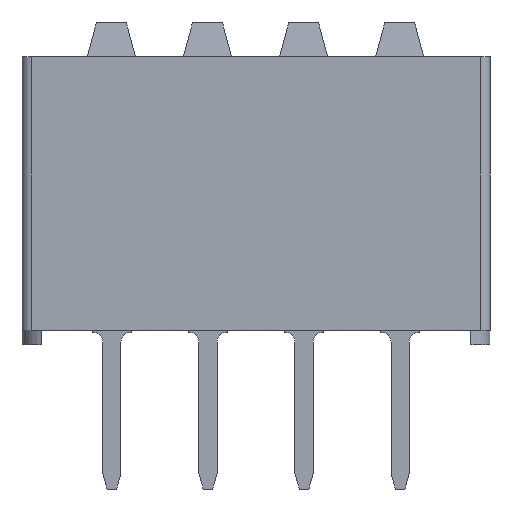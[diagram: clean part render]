
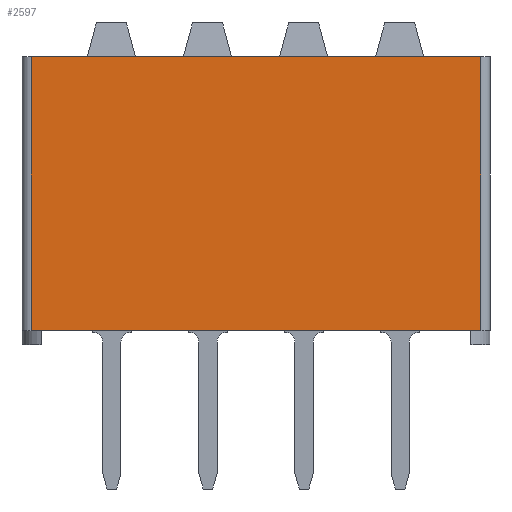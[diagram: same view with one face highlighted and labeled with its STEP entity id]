
A CAD part, front view. The second image highlights one B-rep face of the part: STEP entity #2597.
In plain terms, the highlighted planar face has unit normal (0, -1, 0).
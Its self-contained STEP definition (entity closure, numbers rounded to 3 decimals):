
#571 = LINE ( 'NONE', #13602, #11031 ) ;
#1477 = PLANE ( 'NONE',  #14588 ) ;
#1519 = VERTEX_POINT ( 'NONE', #7573 ) ;
#1920 = DIRECTION ( 'NONE',  ( 0., 0., 1. ) ) ;
#2099 = VERTEX_POINT ( 'NONE', #3120 ) ;
#2431 = VERTEX_POINT ( 'NONE', #3708 ) ;
#2597 = ADVANCED_FACE ( 'NONE', ( #11257 ), #1477, .T. ) ;
#3120 = CARTESIAN_POINT ( 'NONE',  ( 0.25, -9.652, -7.239 ) ) ;
#3275 = DIRECTION ( 'NONE',  ( 1., 0., 0. ) ) ;
#3708 = CARTESIAN_POINT ( 'NONE',  ( 12.12, -9.652, 0. ) ) ;
#3951 = DIRECTION ( 'NONE',  ( 1., 0., 0. ) ) ;
#5759 = LINE ( 'NONE', #10905, #7777 ) ;
#6591 = EDGE_CURVE ( 'NONE', #1519, #2431, #11295, .T. ) ;
#7219 = EDGE_CURVE ( 'NONE', #15292, #2431, #571, .T. ) ;
#7573 = CARTESIAN_POINT ( 'NONE',  ( 12.12, -9.652, -7.239 ) ) ;
#7777 = VECTOR ( 'NONE', #10697, 1000. ) ;
#10231 = EDGE_LOOP ( 'NONE', ( #18498, #19026, #11007, #16512 ) ) ;
#10697 = DIRECTION ( 'NONE',  ( 1., 0., 0. ) ) ;
#10905 = CARTESIAN_POINT ( 'NONE',  ( 0.25, -9.652, -7.239 ) ) ;
#11007 = ORIENTED_EDGE ( 'NONE', *, *, #19900, .T. ) ;
#11031 = VECTOR ( 'NONE', #3951, 1000. ) ;
#11257 = FACE_OUTER_BOUND ( 'NONE', #10231, .T. ) ;
#11295 = LINE ( 'NONE', #17707, #15738 ) ;
#12679 = EDGE_CURVE ( 'NONE', #2099, #15292, #17027, .T. ) ;
#13602 = CARTESIAN_POINT ( 'NONE',  ( 0.25, -9.652, 0. ) ) ;
#14588 = AXIS2_PLACEMENT_3D ( 'NONE', #15774, #17461, #3275 ) ;
#15292 = VERTEX_POINT ( 'NONE', #15958 ) ;
#15738 = VECTOR ( 'NONE', #1920, 1000. ) ;
#15774 = CARTESIAN_POINT ( 'NONE',  ( 0.25, -9.652, -7.239 ) ) ;
#15958 = CARTESIAN_POINT ( 'NONE',  ( 0.25, -9.652, 0. ) ) ;
#16512 = ORIENTED_EDGE ( 'NONE', *, *, #6591, .T. ) ;
#16660 = VECTOR ( 'NONE', #18396, 1000. ) ;
#17027 = LINE ( 'NONE', #19982, #16660 ) ;
#17461 = DIRECTION ( 'NONE',  ( 0., -1., 0. ) ) ;
#17707 = CARTESIAN_POINT ( 'NONE',  ( 12.12, -9.652, -7.239 ) ) ;
#18396 = DIRECTION ( 'NONE',  ( 0., 0., 1. ) ) ;
#18498 = ORIENTED_EDGE ( 'NONE', *, *, #7219, .F. ) ;
#19026 = ORIENTED_EDGE ( 'NONE', *, *, #12679, .F. ) ;
#19900 = EDGE_CURVE ( 'NONE', #2099, #1519, #5759, .T. ) ;
#19982 = CARTESIAN_POINT ( 'NONE',  ( 0.25, -9.652, -7.239 ) ) ;
